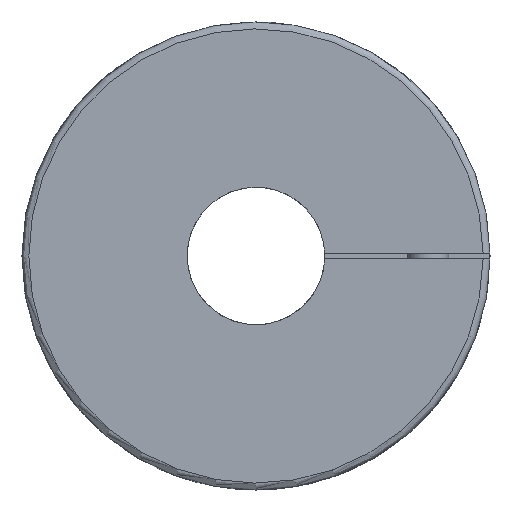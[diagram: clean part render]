
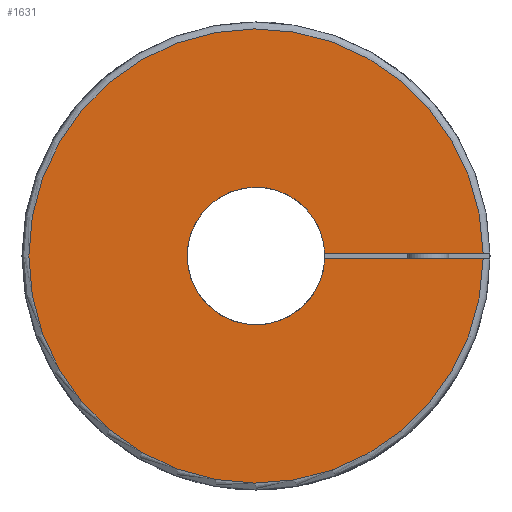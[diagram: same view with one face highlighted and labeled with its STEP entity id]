
A CAD part, left-side view. The second image highlights one B-rep face of the part: STEP entity #1631.
In plain terms, the highlighted planar face has unit normal (-1, 0, 0).
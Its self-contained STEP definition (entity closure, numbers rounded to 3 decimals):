
#92=LINE('',#2429,#238);
#95=LINE('',#2501,#241);
#238=VECTOR('',#1943,1000.);
#241=VECTOR('',#1966,1000.);
#398=ORIENTED_EDGE('',*,*,#848,.F.);
#399=ORIENTED_EDGE('',*,*,#837,.T.);
#400=ORIENTED_EDGE('',*,*,#849,.T.);
#401=ORIENTED_EDGE('',*,*,#850,.T.);
#837=EDGE_CURVE('',#1064,#1063,#92,.T.);
#848=EDGE_CURVE('',#1064,#1073,#1225,.T.);
#849=EDGE_CURVE('',#1063,#1074,#1226,.T.);
#850=EDGE_CURVE('',#1074,#1073,#95,.T.);
#1063=VERTEX_POINT('',#2428);
#1064=VERTEX_POINT('',#2430);
#1073=VERTEX_POINT('',#2498);
#1074=VERTEX_POINT('',#2500);
#1225=CIRCLE('',#1776,33.);
#1226=CIRCLE('',#1777,10.);
#1285=EDGE_LOOP('',(#398,#399,#400,#401));
#1425=FACE_BOUND('',#1285,.T.);
#1558=PLANE('',#1775);
#1631=ADVANCED_FACE('',(#1425),#1558,.T.);
#1775=AXIS2_PLACEMENT_3D('',#2496,#1960,#1961);
#1776=AXIS2_PLACEMENT_3D('',#2497,#1962,#1963);
#1777=AXIS2_PLACEMENT_3D('',#2499,#1964,#1965);
#1943=DIRECTION('',(0.,1.,0.));
#1960=DIRECTION('',(-1.,0.,0.));
#1961=DIRECTION('',(0.,0.,1.));
#1962=DIRECTION('',(1.,0.,0.));
#1963=DIRECTION('',(0.,0.,-1.));
#1964=DIRECTION('',(1.,0.,0.));
#1965=DIRECTION('',(0.,0.,-1.));
#1966=DIRECTION('',(0.,-1.,0.));
#2428=CARTESIAN_POINT('',(0.,-9.992,-0.4));
#2429=CARTESIAN_POINT('',(0.,-34.,-0.4));
#2430=CARTESIAN_POINT('',(0.,-32.998,-0.4));
#2496=CARTESIAN_POINT('',(0.,33.,0.));
#2497=CARTESIAN_POINT('',(0.,0.,0.));
#2498=CARTESIAN_POINT('',(0.,-32.998,0.4));
#2499=CARTESIAN_POINT('',(0.,0.,0.));
#2500=CARTESIAN_POINT('',(0.,-9.992,0.4));
#2501=CARTESIAN_POINT('',(0.,0.,0.4));
